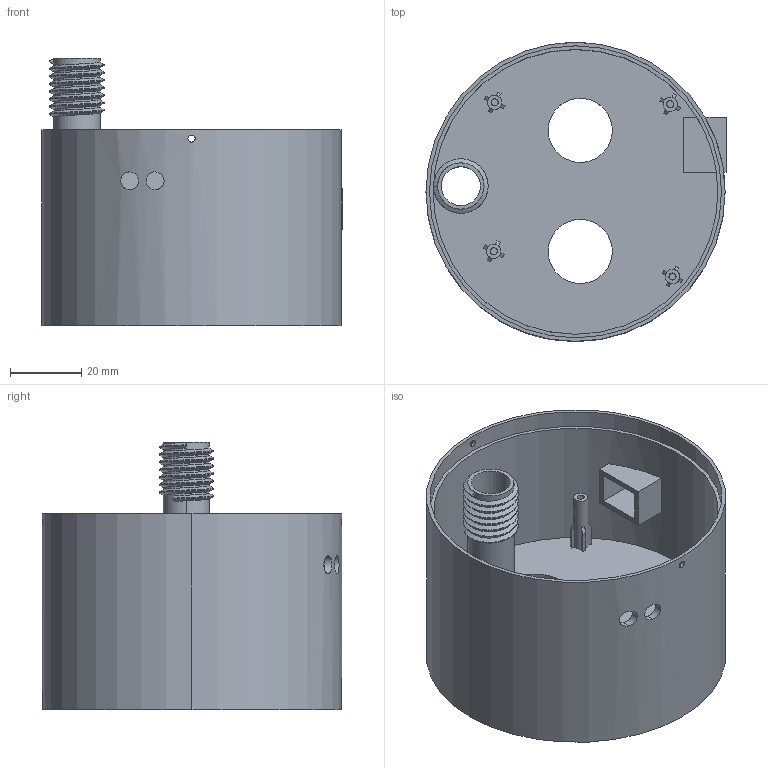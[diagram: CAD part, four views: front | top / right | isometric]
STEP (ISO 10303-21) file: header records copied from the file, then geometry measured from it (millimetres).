
FILE_DESCRIPTION (( 'STEP AP203' ), '1' );
FILE_NAME ('middle part step.STEP', '2023-08-03T09:17:47', ( '' ), ( '' ), 'SwSTEP 2.0', 'SolidWorks 2020', '' );
FILE_SCHEMA (( 'CONFIG_CONTROL_DESIGN' ));
Length unit declared in the file: millimetre
Products named in the file (1): middle part step
Bounding box: 84.28 x 84 x 75 mm (x, y, z)
Volume: 41013 mm3; surface area: 46509.7 mm2
Topology: 1 solids, 1 shells, 175 faces, 459 edges, 304 vertices
Faces by surface type: plane 100, cylinder 53, cone 16, bspline 6
Entity records: 7810 total; most frequent: CARTESIAN_POINT 3589, ORIENTED_EDGE 918, DIRECTION 788, EDGE_CURVE 459, VERTEX_POINT 304, VECTOR 264, LINE 264, AXIS2_PLACEMENT_3D 262
